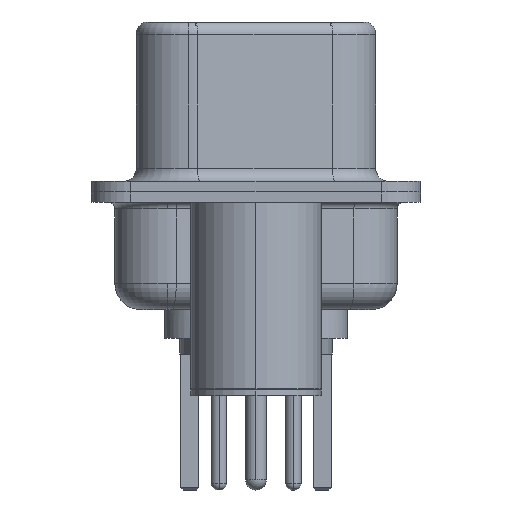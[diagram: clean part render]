
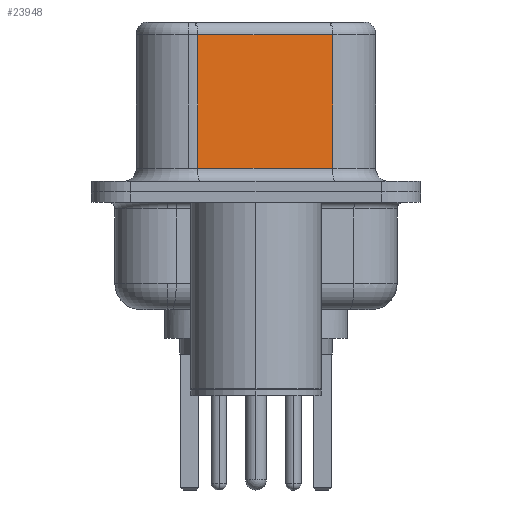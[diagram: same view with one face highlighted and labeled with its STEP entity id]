
A CAD part, left-side view. The second image highlights one B-rep face of the part: STEP entity #23948.
In plain terms, the highlighted planar face has unit normal (-0.985, -0.174, 0).
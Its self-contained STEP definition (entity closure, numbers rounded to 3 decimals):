
#578 = VECTOR ( 'NONE', #5909, 1000. ) ;
#635 = AXIS2_PLACEMENT_3D ( 'NONE', #20700, #13142, #1641 ) ;
#873 = ORIENTED_EDGE ( 'NONE', *, *, #8655, .T. ) ;
#1220 = EDGE_CURVE ( 'NONE', #10371, #7083, #15855, .T. ) ;
#1641 = DIRECTION ( 'NONE',  ( -0.174, 0.985, 0. ) ) ;
#2336 = EDGE_LOOP ( 'NONE', ( #20442, #16991, #8309, #873 ) ) ;
#3176 = VERTEX_POINT ( 'NONE', #11474 ) ;
#3447 = CARTESIAN_POINT ( 'NONE',  ( 4.58, -2.927, 6.02 ) ) ;
#3638 = VECTOR ( 'NONE', #17001, 1000. ) ;
#5174 = DIRECTION ( 'NONE',  ( 0., 0., -1. ) ) ;
#5898 = CARTESIAN_POINT ( 'NONE',  ( 4.58, -2.927, 6.02 ) ) ;
#5909 = DIRECTION ( 'NONE',  ( -0.174, 0.985, 0. ) ) ;
#7083 = VERTEX_POINT ( 'NONE', #12883 ) ;
#8309 = ORIENTED_EDGE ( 'NONE', *, *, #12621, .T. ) ;
#8655 = EDGE_CURVE ( 'NONE', #9464, #3176, #18916, .T. ) ;
#9147 = CARTESIAN_POINT ( 'NONE',  ( 4.58, -2.927, 6.52 ) ) ;
#9463 = CARTESIAN_POINT ( 'NONE',  ( 4.58, -2.927, 0.9 ) ) ;
#9464 = VERTEX_POINT ( 'NONE', #24137 ) ;
#10371 = VERTEX_POINT ( 'NONE', #5898 ) ;
#10997 = PLANE ( 'NONE',  #635 ) ;
#11399 = VECTOR ( 'NONE', #23065, 1000. ) ;
#11474 = CARTESIAN_POINT ( 'NONE',  ( 4.58, -2.927, 0.9 ) ) ;
#12167 = LINE ( 'NONE', #9147, #16596 ) ;
#12621 = EDGE_CURVE ( 'NONE', #7083, #9464, #21504, .T. ) ;
#12883 = CARTESIAN_POINT ( 'NONE',  ( 3.67, 2.233, 6.02 ) ) ;
#13142 = DIRECTION ( 'NONE',  ( 0.985, 0.174, 0. ) ) ;
#15855 = LINE ( 'NONE', #3447, #578 ) ;
#16596 = VECTOR ( 'NONE', #5174, 1000. ) ;
#16991 = ORIENTED_EDGE ( 'NONE', *, *, #1220, .T. ) ;
#17001 = DIRECTION ( 'NONE',  ( 0.174, -0.985, 0. ) ) ;
#18916 = LINE ( 'NONE', #9463, #3638 ) ;
#19924 = EDGE_CURVE ( 'NONE', #10371, #3176, #12167, .T. ) ;
#20442 = ORIENTED_EDGE ( 'NONE', *, *, #19924, .F. ) ;
#20700 = CARTESIAN_POINT ( 'NONE',  ( 4.58, -2.927, 6.52 ) ) ;
#21174 = CARTESIAN_POINT ( 'NONE',  ( 3.67, 2.233, 6.52 ) ) ;
#21504 = LINE ( 'NONE', #21174, #11399 ) ;
#22397 = FACE_OUTER_BOUND ( 'NONE', #2336, .T. ) ;
#23065 = DIRECTION ( 'NONE',  ( 0., 0., -1. ) ) ;
#23948 = ADVANCED_FACE ( 'NONE', ( #22397 ), #10997, .F. ) ;
#24137 = CARTESIAN_POINT ( 'NONE',  ( 3.67, 2.233, 0.9 ) ) ;
